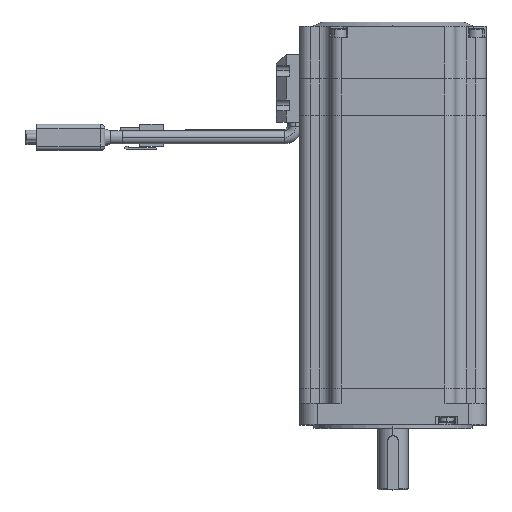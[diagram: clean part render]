
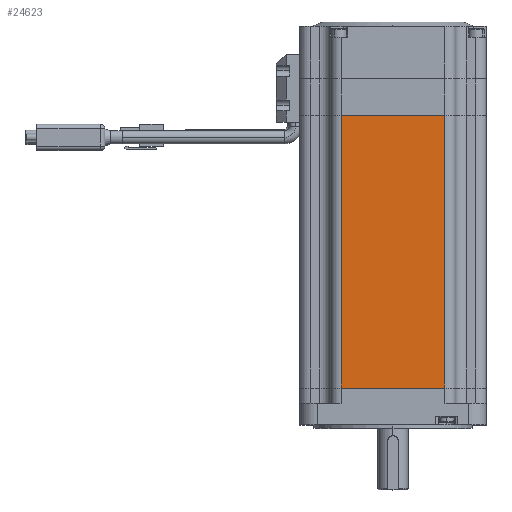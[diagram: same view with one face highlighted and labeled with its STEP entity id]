
A CAD part, top view. The second image highlights one B-rep face of the part: STEP entity #24623.
In plain terms, the highlighted planar face has unit normal (0, 0, 1).
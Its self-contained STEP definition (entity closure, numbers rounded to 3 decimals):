
#1261 = VERTEX_POINT ( 'NONE', #26725 ) ;
#1665 = LINE ( 'NONE', #12525, #18248 ) ;
#3413 = ORIENTED_EDGE ( 'NONE', *, *, #20888, .F. ) ;
#5203 = LINE ( 'NONE', #13830, #14353 ) ;
#6425 = CARTESIAN_POINT ( 'NONE',  ( -24., 126., 43. ) ) ;
#6602 = LINE ( 'NONE', #21766, #24577 ) ;
#7725 = ORIENTED_EDGE ( 'NONE', *, *, #17388, .F. ) ;
#10381 = AXIS2_PLACEMENT_3D ( 'NONE', #22347, #24453, #11695 ) ;
#11695 = DIRECTION ( 'NONE',  ( -1., 0., 0. ) ) ;
#11959 = ORIENTED_EDGE ( 'NONE', *, *, #14038, .F. ) ;
#11970 = PLANE ( 'NONE',  #10381 ) ;
#11980 = DIRECTION ( 'NONE',  ( 0., -1., 0. ) ) ;
#12525 = CARTESIAN_POINT ( 'NONE',  ( 0., 126., 43. ) ) ;
#12881 = VERTEX_POINT ( 'NONE', #6425 ) ;
#13304 = EDGE_LOOP ( 'NONE', ( #3413, #7725, #17215, #11959 ) ) ;
#13830 = CARTESIAN_POINT ( 'NONE',  ( -24., 42., 43. ) ) ;
#14038 = EDGE_CURVE ( 'NONE', #15493, #1261, #6602, .T. ) ;
#14353 = VECTOR ( 'NONE', #22366, 1000. ) ;
#15493 = VERTEX_POINT ( 'NONE', #23365 ) ;
#16308 = FACE_OUTER_BOUND ( 'NONE', #13304, .T. ) ;
#17215 = ORIENTED_EDGE ( 'NONE', *, *, #25016, .F. ) ;
#17388 = EDGE_CURVE ( 'NONE', #12881, #18161, #1665, .T. ) ;
#18161 = VERTEX_POINT ( 'NONE', #21076 ) ;
#18248 = VECTOR ( 'NONE', #21067, 1000. ) ;
#20685 = CARTESIAN_POINT ( 'NONE',  ( 24., 42., 43. ) ) ;
#20888 = EDGE_CURVE ( 'NONE', #18161, #15493, #27137, .T. ) ;
#21067 = DIRECTION ( 'NONE',  ( 1., 0., 0. ) ) ;
#21076 = CARTESIAN_POINT ( 'NONE',  ( 24., 126., 43. ) ) ;
#21766 = CARTESIAN_POINT ( 'NONE',  ( 43., 0., 43. ) ) ;
#22347 = CARTESIAN_POINT ( 'NONE',  ( 43., 42., 43. ) ) ;
#22366 = DIRECTION ( 'NONE',  ( 0., 1., 0. ) ) ;
#23353 = VECTOR ( 'NONE', #11980, 1000. ) ;
#23365 = CARTESIAN_POINT ( 'NONE',  ( 24., 0., 43. ) ) ;
#23735 = DIRECTION ( 'NONE',  ( -1., 0., 0. ) ) ;
#24453 = DIRECTION ( 'NONE',  ( 0., 0., -1. ) ) ;
#24577 = VECTOR ( 'NONE', #23735, 1000. ) ;
#24623 = ADVANCED_FACE ( 'NONE', ( #16308 ), #11970, .F. ) ;
#25016 = EDGE_CURVE ( 'NONE', #1261, #12881, #5203, .T. ) ;
#26725 = CARTESIAN_POINT ( 'NONE',  ( -24., 0., 43. ) ) ;
#27137 = LINE ( 'NONE', #20685, #23353 ) ;
